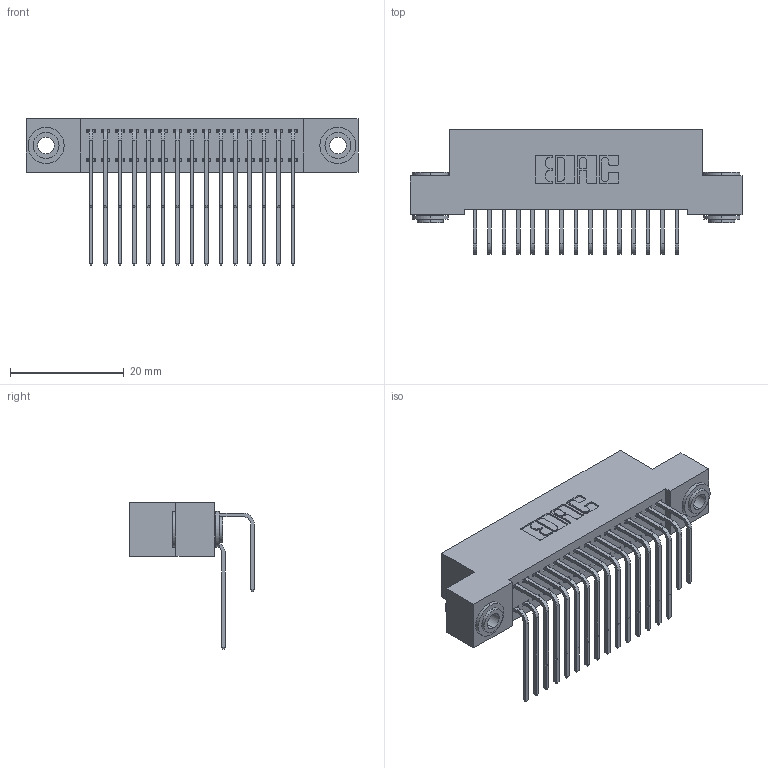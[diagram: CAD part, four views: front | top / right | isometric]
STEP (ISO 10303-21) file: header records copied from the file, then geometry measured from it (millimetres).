
FILE_DESCRIPTION (( 'STEP AP203' ), '1' );
FILE_NAME ('342-030-558-203.STEP', '2019-10-02T05:06:47', ( '' ), ( '' ), 'SwSTEP 2.0', 'SolidWorks 2016', '' );
FILE_SCHEMA (( 'CONFIG_CONTROL_DESIGN' ));
Length unit declared in the file: inch
Products named in the file (5): 342 Part_.156 TH; 345-292-001_558 559 Tail - 1; 345-292-001_558 Tail - 2; 342-250-002_345-250-002-102; 342-030-558-203
Assembly tree (33 placements, depth 2):
  342-030-558-203
    342 Part_.156 TH
    345-292-001_558 559 Tail - 1  x15
    345-292-001_558 Tail - 2  x15
    342-250-002_345-250-002-102  x2
Bounding box: 58.42 x 21.91 x 25.78 mm (x, y, z)
Volume: 5317.1 mm3; surface area: 8986.6 mm2
Topology: 33 solids, 33 shells, 1768 faces, 5205 edges, 3426 vertices
Faces by surface type: plane 1216, cylinder 544, cone 8
Entity records: 15444 total; most frequent: CARTESIAN_POINT 2616, ORIENTED_EDGE 2494, DIRECTION 2297, EDGE_CURVE 1247, VECTOR 1055, LINE 1055, VERTEX_POINT 826, AXIS2_PLACEMENT_3D 621
